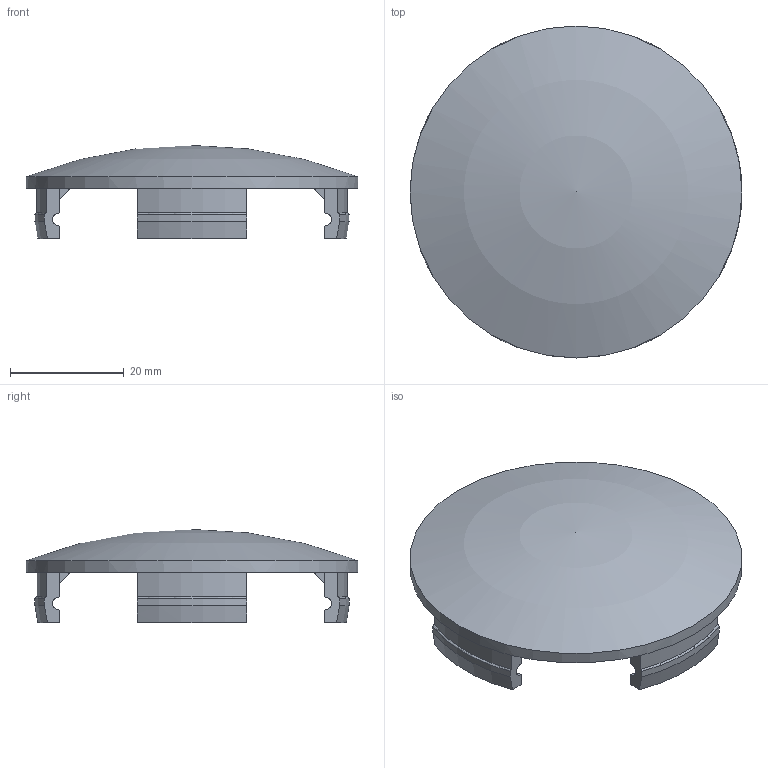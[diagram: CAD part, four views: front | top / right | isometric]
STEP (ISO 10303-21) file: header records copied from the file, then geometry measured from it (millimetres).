
FILE_DESCRIPTION(('FreeCAD Model'),'2;1');
FILE_NAME('Open CASCADE Shape Model','2025-12-16T15:26:56',(''),(''), 'Open CASCADE STEP processor 7.9','FreeCAD','Unknown');
FILE_SCHEMA(('AUTOMOTIVE_DESIGN { 1 0 10303 214 1 1 1 1 }'));
Length unit declared in the file: millimetre
Products named in the file (1): Body
Bounding box: 58.5 x 58.5 x 16.4 mm (x, y, z)
Volume: 11689.7 mm3; surface area: 7816.8 mm2
Topology: 1 solids, 1 shells, 81 faces, 252 edges, 173 vertices
Faces by surface type: plane 54, cylinder 14, torus 8, cone 4, sphere 1
Full cylindrical faces by diameter (mm): 50.5 x1, 58.5 x1
Entity records: 3319 total; most frequent: CARTESIAN_POINT 987, ORIENTED_EDGE 502, DIRECTION 487, EDGE_CURVE 251, VERTEX_POINT 173, AXIS2_PLACEMENT_3D 171, LINE 145, VECTOR 145
